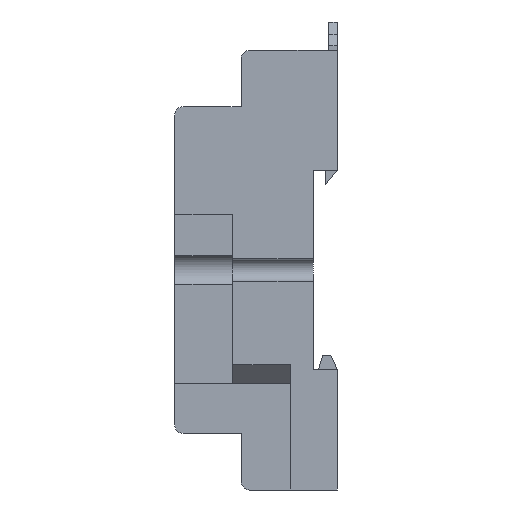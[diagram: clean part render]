
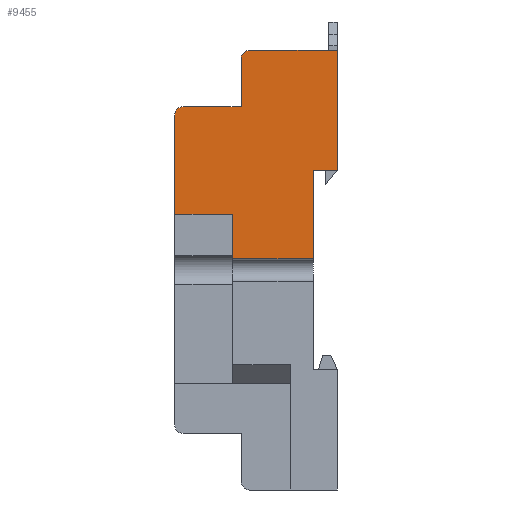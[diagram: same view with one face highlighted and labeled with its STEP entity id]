
A CAD part, left-side view. The second image highlights one B-rep face of the part: STEP entity #9455.
In plain terms, the highlighted planar face has unit normal (-1, 0, 0).
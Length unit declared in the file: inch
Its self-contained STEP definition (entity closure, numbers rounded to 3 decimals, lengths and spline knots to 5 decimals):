
#34 = DIRECTION ( 'NONE',  ( 0., 0., -1. ) ) ;
#47 = CARTESIAN_POINT ( 'NONE',  ( -0.785, 1.15, 0.08 ) ) ;
#236 = EDGE_CURVE ( 'NONE', #1286, #11106, #6952, .T. ) ;
#304 = EDGE_CURVE ( 'NONE', #3975, #1286, #722, .T. ) ;
#316 = CARTESIAN_POINT ( 'NONE',  ( -0.785, 0.17, 0.08 ) ) ;
#722 = LINE ( 'NONE', #2908, #15925 ) ;
#888 = EDGE_CURVE ( 'NONE', #18421, #3983, #3908, .T. ) ;
#913 = AXIS2_PLACEMENT_3D ( 'NONE', #10280, #5890, #16190 ) ;
#1286 = VERTEX_POINT ( 'NONE', #12233 ) ;
#1677 = DIRECTION ( 'NONE',  ( 0., 0., 1. ) ) ;
#2140 = VECTOR ( 'NONE', #10009, 39.37008 ) ;
#2908 = CARTESIAN_POINT ( 'NONE',  ( -0.785, 1.15, 0.705 ) ) ;
#3007 = VECTOR ( 'NONE', #8789, 39.37008 ) ;
#3046 = VERTEX_POINT ( 'NONE', #316 ) ;
#3119 = CARTESIAN_POINT ( 'NONE',  ( -0.785, 0.17, -1.555 ) ) ;
#3120 = VECTOR ( 'NONE', #1677, 39.37008 ) ;
#3144 = CARTESIAN_POINT ( 'NONE',  ( -0.785, 0.62, 1.495 ) ) ;
#3303 = CARTESIAN_POINT ( 'NONE',  ( -0.785, 0.62, 1.555 ) ) ;
#3555 = EDGE_LOOP ( 'NONE', ( #16152, #12411, #5832, #15928, #13262, #13935, #6959, #7327, #6567, #14138, #17311, #16200 ) ) ;
#3683 = LINE ( 'NONE', #47, #18348 ) ;
#3908 = LINE ( 'NONE', #14452, #11312 ) ;
#3975 = VERTEX_POINT ( 'NONE', #5788 ) ;
#3983 = VERTEX_POINT ( 'NONE', #7216 ) ;
#4248 = VERTEX_POINT ( 'NONE', #6783 ) ;
#4392 = PLANE ( 'NONE',  #913 ) ;
#4557 = EDGE_CURVE ( 'NONE', #17572, #3046, #3683, .T. ) ;
#4608 = EDGE_CURVE ( 'NONE', #10018, #11724, #10124, .T. ) ;
#4613 = DIRECTION ( 'NONE',  ( 0., 0., -1. ) ) ;
#4789 = VECTOR ( 'NONE', #17699, 39.37008 ) ;
#5144 = LINE ( 'NONE', #8517, #2140 ) ;
#5788 = CARTESIAN_POINT ( 'NONE',  ( -0.785, 0.17, 0.705 ) ) ;
#5832 = ORIENTED_EDGE ( 'NONE', *, *, #8761, .T. ) ;
#5890 = DIRECTION ( 'NONE',  ( 1., 0., 0. ) ) ;
#6276 = CARTESIAN_POINT ( 'NONE',  ( -0.785, 0.74, 0.08 ) ) ;
#6567 = ORIENTED_EDGE ( 'NONE', *, *, #4557, .T. ) ;
#6783 = CARTESIAN_POINT ( 'NONE',  ( -0.785, 0.74, 0.395 ) ) ;
#6802 = EDGE_CURVE ( 'NONE', #18637, #18829, #16062, .T. ) ;
#6952 = LINE ( 'NONE', #14916, #3007 ) ;
#6959 = ORIENTED_EDGE ( 'NONE', *, *, #17965, .T. ) ;
#7030 = VECTOR ( 'NONE', #8988, 39.37008 ) ;
#7216 = CARTESIAN_POINT ( 'NONE',  ( -0.785, 1.15, 1.095 ) ) ;
#7327 = ORIENTED_EDGE ( 'NONE', *, *, #10127, .F. ) ;
#7870 = CIRCLE ( 'NONE', #13826, 0.06 ) ;
#8159 = EDGE_CURVE ( 'NONE', #3046, #3975, #15329, .T. ) ;
#8517 = CARTESIAN_POINT ( 'NONE',  ( -0.785, 1.15, 0.395 ) ) ;
#8761 = EDGE_CURVE ( 'NONE', #11724, #18637, #10195, .T. ) ;
#8789 = DIRECTION ( 'NONE',  ( 0., 0., 1. ) ) ;
#8822 = DIRECTION ( 'NONE',  ( 0., 0., -1. ) ) ;
#8877 = DIRECTION ( 'NONE',  ( -1., 0., 0. ) ) ;
#8911 = VECTOR ( 'NONE', #15038, 39.37008 ) ;
#8988 = DIRECTION ( 'NONE',  ( 0., 0., 1. ) ) ;
#9109 = CARTESIAN_POINT ( 'NONE',  ( -0.785, 0.74, -1.555 ) ) ;
#9455 = ADVANCED_FACE ( 'NONE', ( #14329 ), #4392, .F. ) ;
#10009 = DIRECTION ( 'NONE',  ( 0., -1., 0. ) ) ;
#10018 = VERTEX_POINT ( 'NONE', #3303 ) ;
#10124 = CIRCLE ( 'NONE', #14656, 0.06 ) ;
#10127 = EDGE_CURVE ( 'NONE', #17572, #4248, #14464, .T. ) ;
#10195 = LINE ( 'NONE', #16143, #17521 ) ;
#10280 = CARTESIAN_POINT ( 'NONE',  ( -0.785, 1.15, -1.555 ) ) ;
#11106 = VERTEX_POINT ( 'NONE', #12763 ) ;
#11312 = VECTOR ( 'NONE', #15847, 39.37008 ) ;
#11724 = VERTEX_POINT ( 'NONE', #12954 ) ;
#12233 = CARTESIAN_POINT ( 'NONE',  ( -0.785, 0., 0.705 ) ) ;
#12411 = ORIENTED_EDGE ( 'NONE', *, *, #4608, .T. ) ;
#12426 = CARTESIAN_POINT ( 'NONE',  ( -0.785, 1.09, 1.155 ) ) ;
#12763 = CARTESIAN_POINT ( 'NONE',  ( -0.785, 0., 1.555 ) ) ;
#12954 = CARTESIAN_POINT ( 'NONE',  ( -0.785, 0.68, 1.495 ) ) ;
#13262 = ORIENTED_EDGE ( 'NONE', *, *, #14990, .T. ) ;
#13477 = CARTESIAN_POINT ( 'NONE',  ( -0.785, 1.15, 1.155 ) ) ;
#13480 = DIRECTION ( 'NONE',  ( -1., 0., 0. ) ) ;
#13580 = CARTESIAN_POINT ( 'NONE',  ( -0.785, 1.15, 1.555 ) ) ;
#13826 = AXIS2_PLACEMENT_3D ( 'NONE', #17642, #8877, #34 ) ;
#13935 = ORIENTED_EDGE ( 'NONE', *, *, #888, .F. ) ;
#14138 = ORIENTED_EDGE ( 'NONE', *, *, #8159, .T. ) ;
#14329 = FACE_OUTER_BOUND ( 'NONE', #3555, .T. ) ;
#14452 = CARTESIAN_POINT ( 'NONE',  ( -0.785, 1.15, -1.555 ) ) ;
#14464 = LINE ( 'NONE', #9109, #3120 ) ;
#14656 = AXIS2_PLACEMENT_3D ( 'NONE', #3144, #13480, #4613 ) ;
#14916 = CARTESIAN_POINT ( 'NONE',  ( -0.785, 0., -1.555 ) ) ;
#14990 = EDGE_CURVE ( 'NONE', #18829, #3983, #7870, .T. ) ;
#15038 = DIRECTION ( 'NONE',  ( 0., -1., 0. ) ) ;
#15329 = LINE ( 'NONE', #3119, #7030 ) ;
#15657 = CARTESIAN_POINT ( 'NONE',  ( -0.785, 1.15, 0.395 ) ) ;
#15847 = DIRECTION ( 'NONE',  ( 0., 0., 1. ) ) ;
#15925 = VECTOR ( 'NONE', #16379, 39.37008 ) ;
#15928 = ORIENTED_EDGE ( 'NONE', *, *, #6802, .T. ) ;
#16062 = LINE ( 'NONE', #13477, #4789 ) ;
#16143 = CARTESIAN_POINT ( 'NONE',  ( -0.785, 0.68, -1.555 ) ) ;
#16152 = ORIENTED_EDGE ( 'NONE', *, *, #16675, .F. ) ;
#16190 = DIRECTION ( 'NONE',  ( 0., 0., -1. ) ) ;
#16200 = ORIENTED_EDGE ( 'NONE', *, *, #236, .T. ) ;
#16211 = DIRECTION ( 'NONE',  ( 0., -1., 0. ) ) ;
#16379 = DIRECTION ( 'NONE',  ( 0., -1., 0. ) ) ;
#16675 = EDGE_CURVE ( 'NONE', #10018, #11106, #16762, .T. ) ;
#16762 = LINE ( 'NONE', #13580, #8911 ) ;
#17311 = ORIENTED_EDGE ( 'NONE', *, *, #304, .T. ) ;
#17521 = VECTOR ( 'NONE', #8822, 39.37008 ) ;
#17572 = VERTEX_POINT ( 'NONE', #6276 ) ;
#17642 = CARTESIAN_POINT ( 'NONE',  ( -0.785, 1.09, 1.095 ) ) ;
#17699 = DIRECTION ( 'NONE',  ( 0., 1., 0. ) ) ;
#17823 = CARTESIAN_POINT ( 'NONE',  ( -0.785, 0.68, 1.155 ) ) ;
#17965 = EDGE_CURVE ( 'NONE', #18421, #4248, #5144, .T. ) ;
#18348 = VECTOR ( 'NONE', #16211, 39.37008 ) ;
#18421 = VERTEX_POINT ( 'NONE', #15657 ) ;
#18637 = VERTEX_POINT ( 'NONE', #17823 ) ;
#18829 = VERTEX_POINT ( 'NONE', #12426 ) ;
